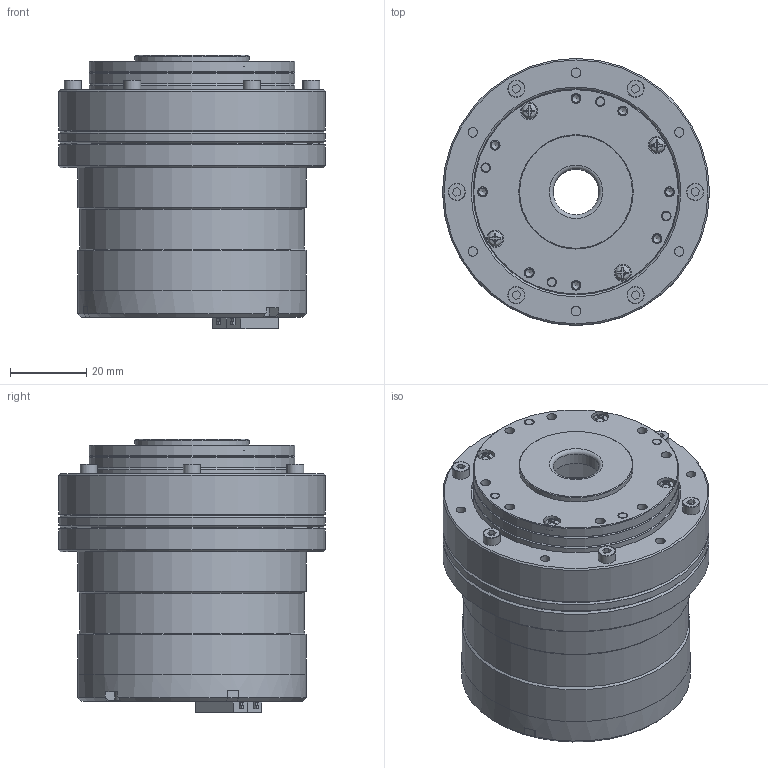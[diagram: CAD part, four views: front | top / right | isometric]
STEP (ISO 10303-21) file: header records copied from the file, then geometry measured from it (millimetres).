
FILE_DESCRIPTION(/* description */ ('','CAx-IF Rec.Pracs.---Representation and Presentation of Product Manufacturing Information (PMI)---4.0---2014-10-13'),/* implementation_level */ '2;1');
FILE_NAME(/* name */ 'TA14.step',/* time_stamp */ '2025-01-15T20:55:45+08:00',/* author */ (''),/* organization */ (''),/* preprocessor_version */ 'ST-DEVELOPER v20',/* originating_system */ 'Autodesk Translation Framework v13.20.0.188',/* authorisation */ '');
FILE_SCHEMA (('AP242_MANAGED_MODEL_BASED_3D_ENGINEERING_MIM_LF { 1 0 10303 442 1 1 4 }'));
Products named in the file (37): TA14; E50-H1714-2BS-000; E50-H1714-2BS_001; SHD-1714-2BS-100; SHD-1714-xxx_îAÔO; SHD-1714½»²æÖá³Ð_î
AÔO; SHD-1714_001; SHD-1714_002; SHD-1714_004; ¹öÖù¦µ3¡Á2.85; ¶¡ÇçÏð½º 57x1.5_îA
ÔO; ¿ª²ÛÔ²ÖùÍ·Â
Ý¶¤ M1.6¡Á6_îAÔO; SHD-1714_006; SHD-1714_003; ¶¡ÇçÏð½º 56x1_îAÔ
O; Ê®×Ö²ÛÅÌÍ·Â
Ý¶¤ M2¡Á4_îAÔO; E50-H1714-2BS_002_îAÔO; PCB; Board; Open CASCADE STEP translator 7.5 1.1.1; T12; bm12_asm; BM12B-SRSS-TB; P31; P30; xt30-2-2-li-asm_asm; XT30_2_2_PB-M_3D_DRAWING_2_; T5; bm05_asm; BM05B-SRSS-TB; TA14&17后盖; 导光柱 v2; 螺丝组件; GB£¯T70£®1-2000ÄÚÁù½ÇÔ²
ÖùÍ·ÂÝ¶¤M2£®5¡Á20; Ô²Í·M2.5¡Á6_îAÔO; Ïú¶¤¦Õ2.5¡Á5.5; CB2.5-4
Assembly tree (109 placements, depth 6):
  TA14
    E50-H1714-2BS-000
      E50-H1714-2BS_001
      SHD-1714-2BS-100
        SHD-1714-xxx_îAÔO
          SHD-1714½»²æÖá³Ð_î
AÔO
            SHD-1714_001
            SHD-1714_002
            SHD-1714_004
            ¹öÖù¦µ3¡Á2.85  x56
            ¶¡ÇçÏð½º 57x1.5_îA
ÔO
            ¿ª²ÛÔ²ÖùÍ·Â
Ý¶¤ M1.6¡Á6_îAÔO
          SHD-1714_006
          SHD-1714_003
          ¶¡ÇçÏð½º 56x1_îAÔ
O
          Ê®×Ö²ÛÅÌÍ·Â
Ý¶¤ M2¡Á4_îAÔO  x4
        E50-H1714-2BS_002_îAÔO
      PCB
        Board
          Open CASCADE STEP translator 7.5 1.1.1
        T12
          bm12_asm
            BM12B-SRSS-TB
        P31
          xt30-2-2-li-asm_asm
            XT30_2_2_PB-M_3D_DRAWING_2_
        P30
          xt30-2-2-li-asm_asm
            XT30_2_2_PB-M_3D_DRAWING_2_
        T5
          bm05_asm
            BM05B-SRSS-TB
      TA14&17后盖
        导光柱 v2
        CB2.5-4  x2
    螺丝组件
      GB£¯T70£®1-2000ÄÚÁù½ÇÔ²
ÖùÍ·ÂÝ¶¤M2£®5¡Á20  x6
      Ô²Í·M2.5¡Á6_îAÔO  x4
      Ïú¶¤¦Õ2.5¡Á5.5  x4
      CB2.5-4  x2
Bounding box: 70 x 70 x 71.69 mm (x, y, z)
Volume: 64979.4 mm3; surface area: 74106.1 mm2
Topology: 95 solids, 95 shells, 2925 faces, 7483 edges, 4704 vertices
Faces by surface type: plane 1746, cylinder 581, cone 532, torus 38, bspline 24, sphere 4
Full cylindrical faces by diameter (mm): 0.3 x16, 0.4 x48, 0.75 x2, 0.85 x4, 1.25 x1, 1.5 x1, 1.6 x9, 1.7 x1, 1.732 x4, 1.75 x4, 1.9 x4, 2 x8, 2.05 x18, 2.2 x4, 2.3 x4, 2.45 x8, 2.5 x40, 2.55 x4, 2.6 x24, 3 x56, 3.2 x6, 4 x8, 4.2 x4, 4.5 x14, 12 x1, 12.1 x2, 30 x1, 41.722 x1, 42.162 x1, 43.34 x1
Entity records: 58794 total; most frequent: CARTESIAN_POINT 13539, DIRECTION 9057, ORIENTED_EDGE 8894, EDGE_CURVE 4447, AXIS2_PLACEMENT_3D 3187, VERTEX_POINT 2825, LINE 2683, VECTOR 2683
